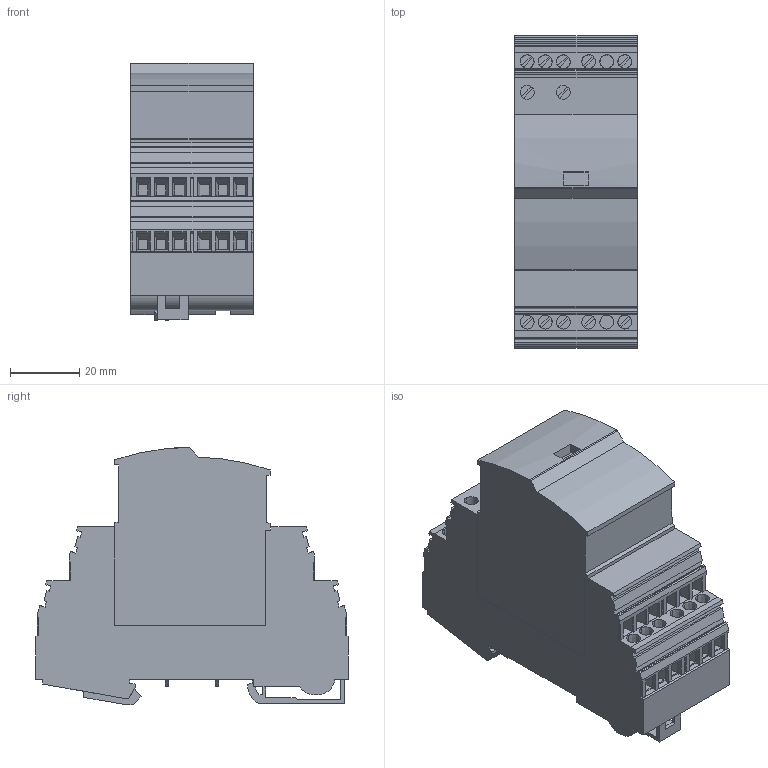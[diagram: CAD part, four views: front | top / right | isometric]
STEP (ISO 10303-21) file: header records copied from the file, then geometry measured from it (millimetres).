
FILE_DESCRIPTION(('Creo Elements/Direct Modeling STEP Export'),'2;1');
FILE_NAME('model.stp','2020-10-19T 7:54:40',(''),(''),'Creo Elements/Direct Modeling STEP processor for AP214 (Solid Model)','Creo Elements/Direct Modeling 20.1A 29-Sep-2018 (C) Parametric Technology GmbH','');
FILE_SCHEMA(('AUTOMOTIVE_DESIGN { 1 0 10303 214 1 1 1 1 }'));
Length unit declared in the file: millimetre
Products named in the file (2): PLT_SEC_T3_3S_230_FM-select
Assembly tree (1 placements, depth 2):
  PLT_SEC_T3_3S_230_FM-select
    PLT_SEC_T3_3S_230_FM-select
Bounding box: 35.4 x 90 x 74.1 mm (x, y, z)
Volume: 160336.3 mm3; surface area: 26658.6 mm2
Topology: 3 solids, 3 shells, 687 faces, 1844 edges, 1175 vertices
Faces by surface type: plane 652, extrusion 24, cylinder 11
Entity records: 26081 total; most frequent: CARTESIAN_POINT 4718, ORIENTED_EDGE 3700, DIRECTION 2726, EDGE_CURVE 1844, VECTOR 1624, LINE 1600, VERTEX_POINT 1175, EDGE_LOOP 709
